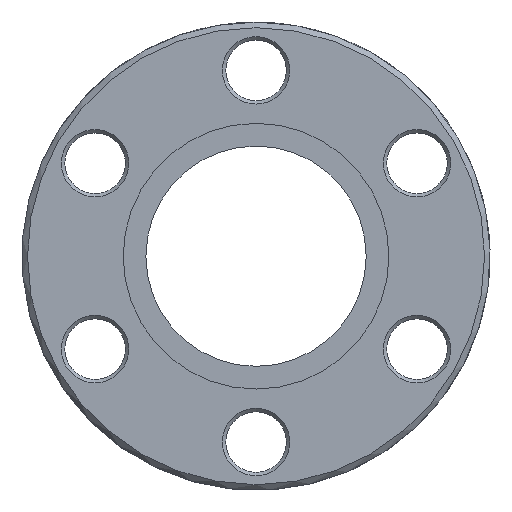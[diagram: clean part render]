
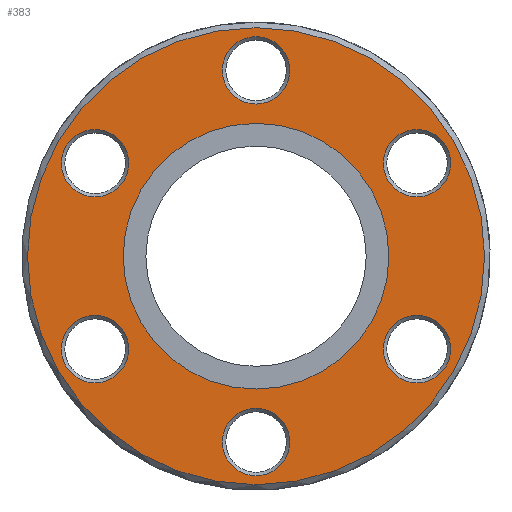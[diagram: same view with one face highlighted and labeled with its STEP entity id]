
A CAD part, left-side view. The second image highlights one B-rep face of the part: STEP entity #383.
In plain terms, the highlighted planar face has unit normal (-1, 0, 0).
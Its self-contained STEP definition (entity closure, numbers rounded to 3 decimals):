
#8 = CIRCLE ( 'NONE', #669, 2.45 ) ;
#11 = CARTESIAN_POINT ( 'NONE',  ( -7.5, 8.5, 0. ) ) ;
#13 = DIRECTION ( 'NONE',  ( 0., 0., 1. ) ) ;
#14 = PLANE ( 'NONE',  #612 ) ;
#26 = CIRCLE ( 'NONE', #48, 9.65 ) ;
#37 = DIRECTION ( 'NONE',  ( 0., 0., 1. ) ) ;
#41 = DIRECTION ( 'NONE',  ( 1., 0., 0. ) ) ;
#48 = AXIS2_PLACEMENT_3D ( 'NONE', #183, #340, #813 ) ;
#71 = DIRECTION ( 'NONE',  ( 1., 0., 0. ) ) ;
#86 = CARTESIAN_POINT ( 'NONE',  ( -7.5, 11.691, -6.75 ) ) ;
#88 = VERTEX_POINT ( 'NONE', #832 ) ;
#96 = CARTESIAN_POINT ( 'NONE',  ( -7.5, 11.691, 6.75 ) ) ;
#100 = EDGE_CURVE ( 'NONE', #241, #241, #764, .T. ) ;
#101 = VERTEX_POINT ( 'NONE', #354 ) ;
#108 = CARTESIAN_POINT ( 'NONE',  ( -7.5, 11.691, 9.2 ) ) ;
#121 = ORIENTED_EDGE ( 'NONE', *, *, #717, .T. ) ;
#183 = CARTESIAN_POINT ( 'NONE',  ( -7.5, 0., 0. ) ) ;
#189 = CARTESIAN_POINT ( 'NONE',  ( -7.5, -11.691, 6.75 ) ) ;
#202 = FACE_BOUND ( 'NONE', #580, .T. ) ;
#203 = ORIENTED_EDGE ( 'NONE', *, *, #356, .T. ) ;
#216 = EDGE_LOOP ( 'NONE', ( #896 ) ) ;
#221 = DIRECTION ( 'NONE',  ( 0., 0., 1. ) ) ;
#223 = CIRCLE ( 'NONE', #701, 2.45 ) ;
#231 = EDGE_CURVE ( 'NONE', #295, #295, #872, .T. ) ;
#233 = CARTESIAN_POINT ( 'NONE',  ( -7.5, -11.691, -6.75 ) ) ;
#238 = DIRECTION ( 'NONE',  ( -1., 0., 0. ) ) ;
#241 = VERTEX_POINT ( 'NONE', #682 ) ;
#245 = AXIS2_PLACEMENT_3D ( 'NONE', #96, #531, #37 ) ;
#281 = EDGE_LOOP ( 'NONE', ( #884 ) ) ;
#289 = EDGE_CURVE ( 'NONE', #306, #306, #223, .T. ) ;
#295 = VERTEX_POINT ( 'NONE', #680 ) ;
#306 = VERTEX_POINT ( 'NONE', #757 ) ;
#323 = ORIENTED_EDGE ( 'NONE', *, *, #533, .T. ) ;
#328 = VERTEX_POINT ( 'NONE', #108 ) ;
#331 = CARTESIAN_POINT ( 'NONE',  ( -7.5, 0., 9.65 ) ) ;
#340 = DIRECTION ( 'NONE',  ( -1., 0., 0. ) ) ;
#347 = CARTESIAN_POINT ( 'NONE',  ( -7.5, -11.691, 9.2 ) ) ;
#354 = CARTESIAN_POINT ( 'NONE',  ( -7.5, -11.691, -4.3 ) ) ;
#356 = EDGE_CURVE ( 'NONE', #101, #101, #8, .T. ) ;
#358 = CIRCLE ( 'NONE', #574, 2.45 ) ;
#366 = CIRCLE ( 'NONE', #245, 2.45 ) ;
#369 = DIRECTION ( 'NONE',  ( 0., 0., 1. ) ) ;
#379 = FACE_BOUND ( 'NONE', #698, .T. ) ;
#383 = ADVANCED_FACE ( 'NONE', ( #397, #202, #379, #836, #525, #555, #635, #524 ), #14, .T. ) ;
#385 = EDGE_CURVE ( 'NONE', #328, #328, #366, .T. ) ;
#386 = DIRECTION ( 'NONE',  ( 1., 0., 0. ) ) ;
#397 = FACE_OUTER_BOUND ( 'NONE', #216, .T. ) ;
#400 = ORIENTED_EDGE ( 'NONE', *, *, #289, .T. ) ;
#428 = DIRECTION ( 'NONE',  ( 0., 0., 1. ) ) ;
#429 = DIRECTION ( 'NONE',  ( 1., 0., 0. ) ) ;
#497 = CARTESIAN_POINT ( 'NONE',  ( -7.5, 0., 13.5 ) ) ;
#498 = AXIS2_PLACEMENT_3D ( 'NONE', #646, #429, #221 ) ;
#524 = FACE_BOUND ( 'NONE', #281, .T. ) ;
#525 = FACE_BOUND ( 'NONE', #572, .T. ) ;
#531 = DIRECTION ( 'NONE',  ( 1., 0., 0. ) ) ;
#533 = EDGE_CURVE ( 'NONE', #777, #777, #801, .T. ) ;
#553 = DIRECTION ( 'NONE',  ( 0., 0., 1. ) ) ;
#555 = FACE_BOUND ( 'NONE', #824, .T. ) ;
#572 = EDGE_LOOP ( 'NONE', ( #400 ) ) ;
#574 = AXIS2_PLACEMENT_3D ( 'NONE', #86, #586, #13 ) ;
#580 = EDGE_LOOP ( 'NONE', ( #615 ) ) ;
#586 = DIRECTION ( 'NONE',  ( 1., 0., 0. ) ) ;
#612 = AXIS2_PLACEMENT_3D ( 'NONE', #11, #238, #726 ) ;
#615 = ORIENTED_EDGE ( 'NONE', *, *, #385, .T. ) ;
#629 = DIRECTION ( 'NONE',  ( -1., 0., 0. ) ) ;
#635 = FACE_BOUND ( 'NONE', #865, .T. ) ;
#646 = CARTESIAN_POINT ( 'NONE',  ( -7.5, 0., -13.5 ) ) ;
#650 = EDGE_LOOP ( 'NONE', ( #121 ) ) ;
#669 = AXIS2_PLACEMENT_3D ( 'NONE', #233, #386, #786 ) ;
#680 = CARTESIAN_POINT ( 'NONE',  ( -7.5, 0., -11.05 ) ) ;
#682 = CARTESIAN_POINT ( 'NONE',  ( -7.5, 0., 16.6 ) ) ;
#698 = EDGE_LOOP ( 'NONE', ( #922 ) ) ;
#701 = AXIS2_PLACEMENT_3D ( 'NONE', #497, #71, #369 ) ;
#717 = EDGE_CURVE ( 'NONE', #88, #88, #358, .T. ) ;
#726 = DIRECTION ( 'NONE',  ( 0., 0., 1. ) ) ;
#757 = CARTESIAN_POINT ( 'NONE',  ( -7.5, 0., 15.95 ) ) ;
#764 = CIRCLE ( 'NONE', #907, 16.6 ) ;
#777 = VERTEX_POINT ( 'NONE', #347 ) ;
#786 = DIRECTION ( 'NONE',  ( 0., 0., 1. ) ) ;
#801 = CIRCLE ( 'NONE', #871, 2.45 ) ;
#813 = DIRECTION ( 'NONE',  ( 0., 0., 1. ) ) ;
#821 = VERTEX_POINT ( 'NONE', #331 ) ;
#824 = EDGE_LOOP ( 'NONE', ( #203 ) ) ;
#832 = CARTESIAN_POINT ( 'NONE',  ( -7.5, 11.691, -4.3 ) ) ;
#836 = FACE_BOUND ( 'NONE', #650, .T. ) ;
#865 = EDGE_LOOP ( 'NONE', ( #323 ) ) ;
#871 = AXIS2_PLACEMENT_3D ( 'NONE', #189, #41, #428 ) ;
#872 = CIRCLE ( 'NONE', #498, 2.45 ) ;
#884 = ORIENTED_EDGE ( 'NONE', *, *, #894, .F. ) ;
#894 = EDGE_CURVE ( 'NONE', #821, #821, #26, .T. ) ;
#896 = ORIENTED_EDGE ( 'NONE', *, *, #100, .T. ) ;
#907 = AXIS2_PLACEMENT_3D ( 'NONE', #909, #629, #553 ) ;
#909 = CARTESIAN_POINT ( 'NONE',  ( -7.5, 0., 0. ) ) ;
#922 = ORIENTED_EDGE ( 'NONE', *, *, #231, .T. ) ;
